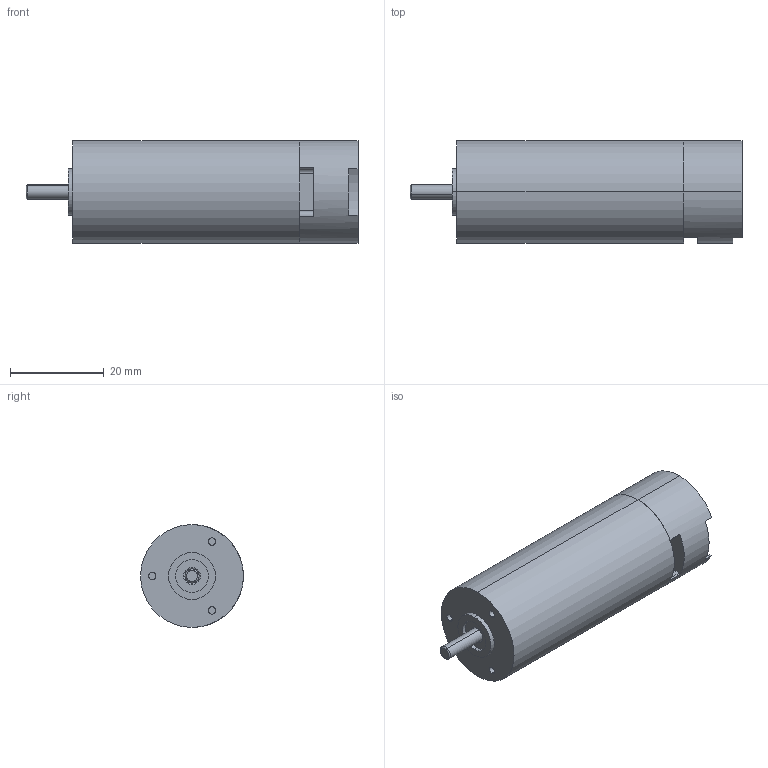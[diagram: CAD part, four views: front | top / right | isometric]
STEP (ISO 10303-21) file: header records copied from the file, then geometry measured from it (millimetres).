
FILE_DESCRIPTION (( 'STEP AP203' ), '1' );
FILE_NAME ('µç»ú×°Åä 254005201.STEP', '2025-08-06T09:43:15', ( 'China' ), ( 'Microsoft' ), 'SwSTEP 2.0', 'SolidWorks 2018', '' );
FILE_SCHEMA (( 'CONFIG_CONTROL_DESIGN' ));
Length unit declared in the file: millimetre
Products named in the file (1): 萇儂蚾饜 254005201
Bounding box: 71 x 22 x 22 mm (x, y, z)
Volume: 17642 mm3; surface area: 67586.3 mm2
Topology: 188 solids, 188 shells, 1334 faces, 2750 edges, 1821 vertices
Faces by surface type: cylinder 776, plane 525, torus 29, cone 4
Entity records: 36425 total; most frequent: DIRECTION 7028, CARTESIAN_POINT 5932, ORIENTED_EDGE 5492, AXIS2_PLACEMENT_3D 2953, EDGE_CURVE 2746, VERTEX_POINT 1821, EDGE_LOOP 1731, CIRCLE 1618
